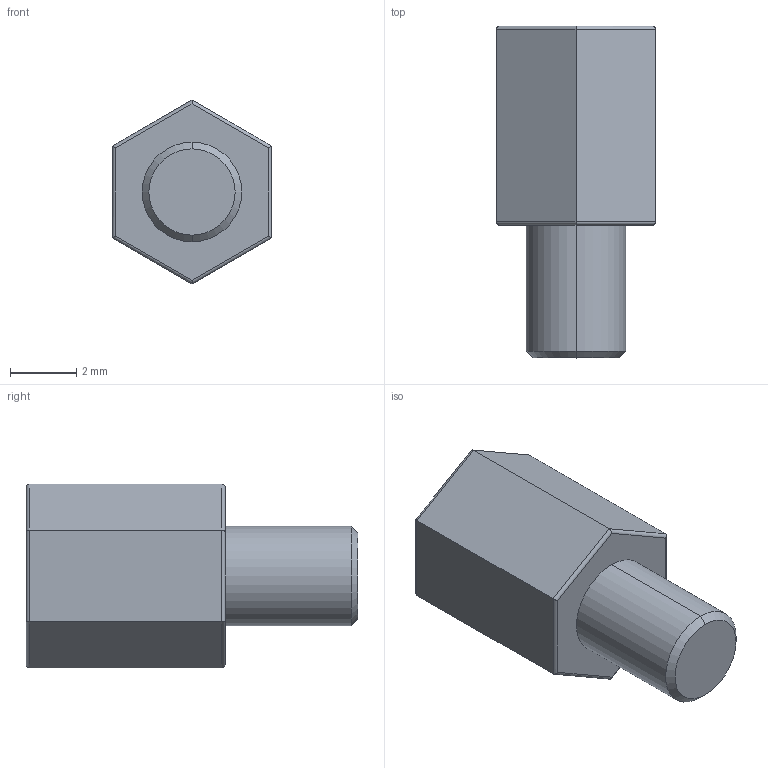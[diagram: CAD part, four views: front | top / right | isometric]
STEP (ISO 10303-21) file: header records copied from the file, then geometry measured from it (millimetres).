
FILE_DESCRIPTION (( 'STEP AP203' ), '1' );
FILE_NAME ('motherboard_stand.STP', '2013-05-24T12:00:32', ( '' ), ( '' ), 'SwSTEP 2.0', 'SolidWorks 2012', '' );
FILE_SCHEMA (( 'CONFIG_CONTROL_DESIGN' ));
Length unit declared in the file: millimetre
Products named in the file (1): motherboard_stand
Bounding box: 4.8 x 10 x 5.54 mm (x, y, z)
Volume: 121.8 mm3; surface area: 214 mm2
Topology: 1 solids, 1 shells, 31 faces, 66 edges, 37 vertices
Faces by surface type: cylinder 16, plane 9, cone 6
Entity records: 871 total; most frequent: CARTESIAN_POINT 169, ORIENTED_EDGE 128, DIRECTION 128, EDGE_CURVE 64, AXIS2_PLACEMENT_3D 44, VECTOR 40, LINE 40, VERTEX_POINT 37
